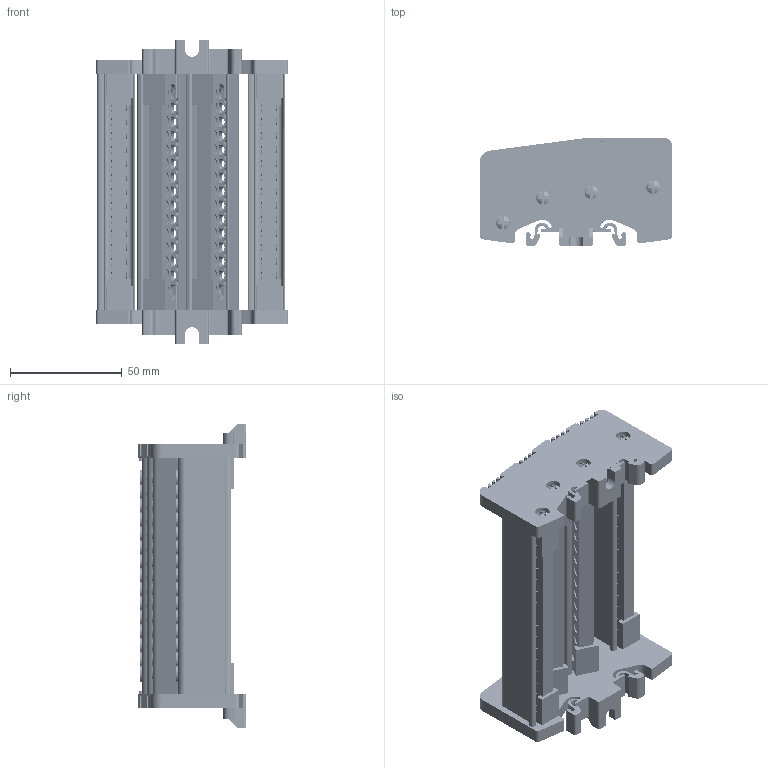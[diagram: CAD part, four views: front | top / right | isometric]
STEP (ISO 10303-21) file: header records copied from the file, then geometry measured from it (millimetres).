
FILE_DESCRIPTION (( 'STEP AP203' ), '1' );
FILE_NAME ('6,5x9 Dört Kutuplu Daðýtýcý Ünite - 15 Delikli.STEP', '2019-01-22T12:57:55', ( '' ), ( '' ), 'SwSTEP 2.0', 'SolidWorks 2011', '' );
FILE_SCHEMA (( 'CONFIG_CONTROL_DESIGN' ));
Products named in the file (1): 6,5x9 Dört Kutuplu Daðýtýcý Ünite - 15 Delikli
Bounding box: 86 x 48.5 x 135.9 mm (x, y, z)
Volume: 104792.3 mm3; surface area: 102132.1 mm2
Topology: 1 solids, 17 shells, 4225 faces, 12409 edges, 8430 vertices
Faces by surface type: plane 1904, cylinder 1227, cone 928, torus 150, bspline 16
Entity records: 184455 total; most frequent: CARTESIAN_POINT 80678, ORIENTED_EDGE 24818, DIRECTION 16691, EDGE_CURVE 12409, VERTEX_POINT 8430, VECTOR 5979, LINE 5979, AXIS2_PLACEMENT_3D 5356
